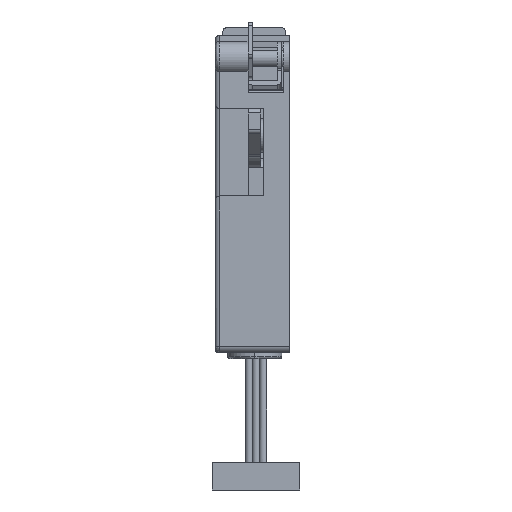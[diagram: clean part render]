
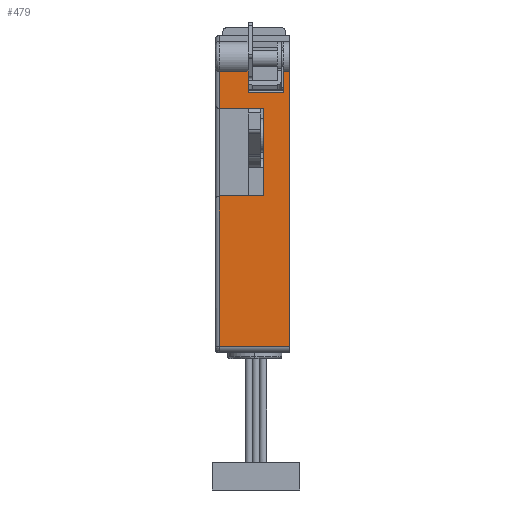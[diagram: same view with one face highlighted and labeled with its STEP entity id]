
A CAD part, left-side view. The second image highlights one B-rep face of the part: STEP entity #479.
In plain terms, the highlighted planar face has unit normal (-1, 0, 0).
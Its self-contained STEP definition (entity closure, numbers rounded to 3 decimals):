
#479=ADVANCED_FACE('',(#3144),#3143,.T.);
#3143=PLANE('',#9102);
#3144=FACE_OUTER_BOUND('',#9103,.T.);
#9099=CARTESIAN_POINT('',(-88.5,-19.48,-47.588));
#9100=DIRECTION('',(-1.,0.,0.));
#9101=DIRECTION('',(0.,0.,1.));
#9102=AXIS2_PLACEMENT_3D('',#9099,#9100,#9101);
#9103=EDGE_LOOP('',(#13163,#13164,#13165,#13166,#13167,#13168,#13169,#13170,#13171,#13172,#13173,#13174));
#13163=ORIENTED_EDGE('',*,*,#16462,.T.);
#13164=ORIENTED_EDGE('',*,*,#16463,.T.);
#13165=ORIENTED_EDGE('',*,*,#16460,.F.);
#13166=ORIENTED_EDGE('',*,*,#16084,.F.);
#13167=ORIENTED_EDGE('',*,*,#16075,.T.);
#13168=ORIENTED_EDGE('',*,*,#15894,.T.);
#13169=ORIENTED_EDGE('',*,*,#16464,.F.);
#13170=ORIENTED_EDGE('',*,*,#16465,.T.);
#13171=ORIENTED_EDGE('',*,*,#16466,.T.);
#13172=ORIENTED_EDGE('',*,*,#15684,.T.);
#13173=ORIENTED_EDGE('',*,*,#16467,.T.);
#13174=ORIENTED_EDGE('',*,*,#16468,.T.);
#15684=EDGE_CURVE('',#17863,#17878,#17885,.T.);
#15894=EDGE_CURVE('',#19302,#19295,#19303,.T.);
#16075=EDGE_CURVE('',#20526,#19302,#20527,.T.);
#16084=EDGE_CURVE('',#20526,#20587,#20588,.T.);
#16460=EDGE_CURVE('',#20587,#23124,#23125,.T.);
#16462=EDGE_CURVE('',#23137,#23138,#23139,.T.);
#16463=EDGE_CURVE('',#23138,#23124,#23145,.T.);
#16464=EDGE_CURVE('',#23151,#19295,#23152,.T.);
#16465=EDGE_CURVE('',#23151,#23158,#23159,.T.);
#16466=EDGE_CURVE('',#23158,#17863,#23165,.T.);
#16467=EDGE_CURVE('',#17878,#23171,#23172,.T.);
#16468=EDGE_CURVE('',#23171,#23137,#23178,.T.);
#17863=VERTEX_POINT('',#30039);
#17878=VERTEX_POINT('',#30053);
#17885=LINE('',#30057,#30058);
#19295=VERTEX_POINT('',#30895);
#19302=VERTEX_POINT('',#30900);
#19303=LINE('',#30901,#30902);
#20526=VERTEX_POINT('',#31614);
#20527=LINE('',#31615,#31616);
#20587=VERTEX_POINT('',#31651);
#20588=LINE('',#31652,#31653);
#23124=VERTEX_POINT('',#33184);
#23125=LINE('',#33185,#33186);
#23137=VERTEX_POINT('',#33192);
#23138=VERTEX_POINT('',#33193);
#23139=LINE('',#33194,#33195);
#23145=LINE('',#33197,#33198);
#23151=VERTEX_POINT('',#33200);
#23152=LINE('',#33201,#33202);
#23158=VERTEX_POINT('',#33204);
#23159=LINE('',#33205,#33206);
#23165=LINE('',#33208,#33209);
#23171=VERTEX_POINT('',#33211);
#23172=LINE('',#33212,#33213);
#23178=LINE('',#33215,#33216);
#30039=CARTESIAN_POINT('',(-88.5,-1.,24.878));
#30053=CARTESIAN_POINT('',(-88.5,-1.,16.));
#30057=CARTESIAN_POINT('',(-88.5,-1.,24.878));
#30058=VECTOR('',#30059,8.878);
#30059=DIRECTION('',(0.,0.,-1.));
#30895=CARTESIAN_POINT('',(-88.5,-16.3,19.915));
#30900=CARTESIAN_POINT('',(-88.5,-16.3,24.878));
#30901=CARTESIAN_POINT('',(-88.5,-16.3,24.878));
#30902=VECTOR('',#30903,4.963);
#30903=DIRECTION('',(0.,0.,-1.));
#31614=CARTESIAN_POINT('',(-88.5,-17.8,24.878));
#31615=CARTESIAN_POINT('',(-88.5,-17.8,24.878));
#31616=VECTOR('',#31617,1.5);
#31617=DIRECTION('',(0.,1.,0.));
#31651=CARTESIAN_POINT('',(-88.5,-17.8,-41.));
#31652=CARTESIAN_POINT('',(-88.5,-17.8,24.878));
#31653=VECTOR('',#31654,65.878);
#31654=DIRECTION('',(0.,0.,-1.));
#33184=CARTESIAN_POINT('',(-88.5,-1.,-41.));
#33185=CARTESIAN_POINT('',(-88.5,-17.8,-41.));
#33186=VECTOR('',#33187,16.8);
#33187=DIRECTION('',(0.,1.,0.));
#33192=CARTESIAN_POINT('',(-88.5,-11.5,-5.));
#33193=CARTESIAN_POINT('',(-88.5,-1.,-5.));
#33194=CARTESIAN_POINT('',(-88.5,-11.5,-5.));
#33195=VECTOR('',#33196,10.5);
#33196=DIRECTION('',(0.,1.,0.));
#33197=CARTESIAN_POINT('',(-88.5,-1.,-5.));
#33198=VECTOR('',#33199,36.);
#33199=DIRECTION('',(0.,0.,-1.));
#33200=CARTESIAN_POINT('',(-88.5,-7.9,19.915));
#33201=CARTESIAN_POINT('',(-88.5,-7.9,19.915));
#33202=VECTOR('',#33203,8.4);
#33203=DIRECTION('',(0.,-1.,0.));
#33204=CARTESIAN_POINT('',(-88.5,-7.9,24.878));
#33205=CARTESIAN_POINT('',(-88.5,-7.9,19.915));
#33206=VECTOR('',#33207,4.963);
#33207=DIRECTION('',(0.,0.,1.));
#33208=CARTESIAN_POINT('',(-88.5,-7.9,24.878));
#33209=VECTOR('',#33210,6.9);
#33210=DIRECTION('',(0.,1.,0.));
#33211=CARTESIAN_POINT('',(-88.5,-11.5,16.));
#33212=CARTESIAN_POINT('',(-88.5,-1.,16.));
#33213=VECTOR('',#33214,10.5);
#33214=DIRECTION('',(0.,-1.,0.));
#33215=CARTESIAN_POINT('',(-88.5,-11.5,16.));
#33216=VECTOR('',#33217,21.);
#33217=DIRECTION('',(0.,0.,-1.));
